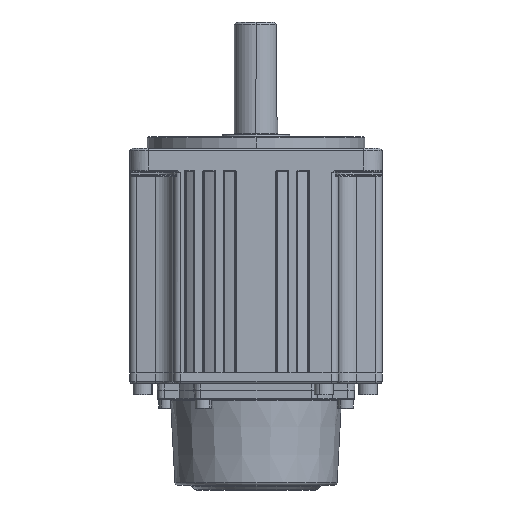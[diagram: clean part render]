
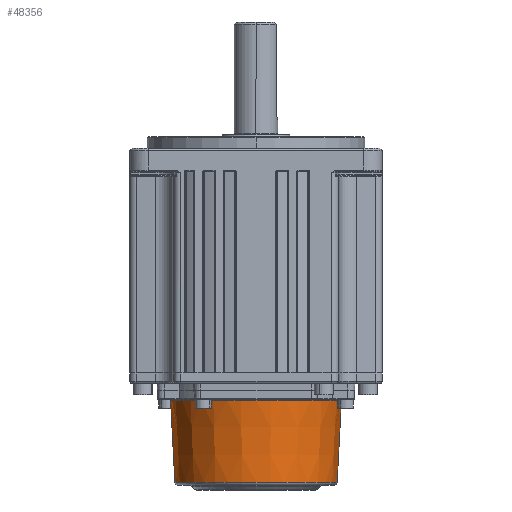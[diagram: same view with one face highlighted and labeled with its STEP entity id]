
A CAD part, left-side view. The second image highlights one B-rep face of the part: STEP entity #48356.
In plain terms, the highlighted conical face has half-angle 3 degrees and reference radius 37.25 mm.
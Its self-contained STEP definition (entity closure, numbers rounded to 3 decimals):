
#2283 = CARTESIAN_POINT ( 'NONE',  ( -11.467, 42.297, -59.704 ) ) ;
#7297 = AXIS2_PLACEMENT_3D ( 'NONE', #17814, #48094, #17528 ) ;
#7486 = CARTESIAN_POINT ( 'NONE',  ( -11.467, 5.062, -59.42 ) ) ;
#11667 = FACE_OUTER_BOUND ( 'NONE', #31082, .T. ) ;
#12191 = DIRECTION ( 'NONE',  ( 0., 1., 0. ) ) ;
#12433 = EDGE_CURVE ( 'NONE', #22490, #50317, #51613, .T. ) ;
#14710 = ORIENTED_EDGE ( 'NONE', *, *, #43798, .T. ) ;
#15693 = VERTEX_POINT ( 'NONE', #2283 ) ;
#17227 = CIRCLE ( 'NONE', #23450, 37.235 ) ;
#17528 = DIRECTION ( 'NONE',  ( 0., -1., 0. ) ) ;
#17814 = CARTESIAN_POINT ( 'NONE',  ( -11.467, 5.062, -95.498 ) ) ;
#18180 = EDGE_CURVE ( 'NONE', #22490, #15693, #53675, .T. ) ;
#18780 = CARTESIAN_POINT ( 'NONE',  ( -11.467, -32.174, -59.704 ) ) ;
#20196 = VERTEX_POINT ( 'NONE', #18780 ) ;
#20336 = AXIS2_PLACEMENT_3D ( 'NONE', #7486, #23589, #41385 ) ;
#21050 = ORIENTED_EDGE ( 'NONE', *, *, #49869, .T. ) ;
#22490 = VERTEX_POINT ( 'NONE', #40789 ) ;
#23450 = AXIS2_PLACEMENT_3D ( 'NONE', #32777, #37490, #12191 ) ;
#23589 = DIRECTION ( 'NONE',  ( 0., 0., 1. ) ) ;
#25005 = CARTESIAN_POINT ( 'NONE',  ( -11.467, -30.298, -95.498 ) ) ;
#26564 = LINE ( 'NONE', #52639, #47077 ) ;
#31082 = EDGE_LOOP ( 'NONE', ( #53924, #21050, #14710, #42739 ) ) ;
#32777 = CARTESIAN_POINT ( 'NONE',  ( -11.467, 5.062, -59.704 ) ) ;
#32880 = DIRECTION ( 'NONE',  ( 0., 0.052, 0.999 ) ) ;
#37490 = DIRECTION ( 'NONE',  ( 0., 0., -1. ) ) ;
#40789 = CARTESIAN_POINT ( 'NONE',  ( -11.467, 40.421, -95.498 ) ) ;
#41385 = DIRECTION ( 'NONE',  ( 0., 1., 0. ) ) ;
#42739 = ORIENTED_EDGE ( 'NONE', *, *, #18180, .F. ) ;
#42993 = VECTOR ( 'NONE', #32880, 1000. ) ;
#43521 = DIRECTION ( 'NONE',  ( 0., -0.052, 0.999 ) ) ;
#43798 = EDGE_CURVE ( 'NONE', #20196, #15693, #17227, .T. ) ;
#44315 = CONICAL_SURFACE ( 'NONE', #20336, 37.25, 0.052 ) ;
#47077 = VECTOR ( 'NONE', #43521, 1000. ) ;
#48094 = DIRECTION ( 'NONE',  ( 0., 0., 1. ) ) ;
#48356 = ADVANCED_FACE ( 'NONE', ( #11667 ), #44315, .T. ) ;
#49521 = CARTESIAN_POINT ( 'NONE',  ( -11.467, 42.312, -59.42 ) ) ;
#49869 = EDGE_CURVE ( 'NONE', #50317, #20196, #26564, .T. ) ;
#50317 = VERTEX_POINT ( 'NONE', #25005 ) ;
#51613 = CIRCLE ( 'NONE', #7297, 35.359 ) ;
#52639 = CARTESIAN_POINT ( 'NONE',  ( -11.467, -32.188, -59.42 ) ) ;
#53675 = LINE ( 'NONE', #49521, #42993 ) ;
#53924 = ORIENTED_EDGE ( 'NONE', *, *, #12433, .T. ) ;
